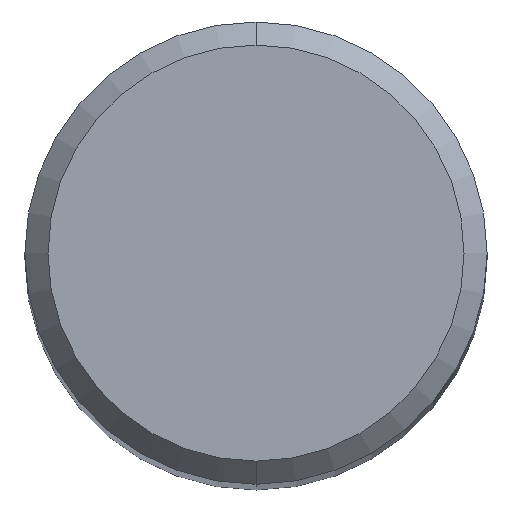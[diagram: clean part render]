
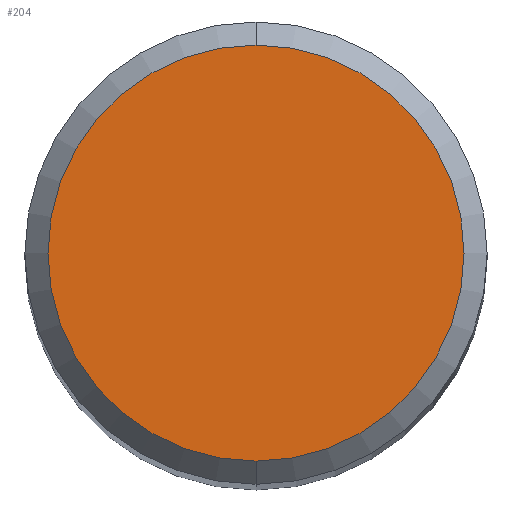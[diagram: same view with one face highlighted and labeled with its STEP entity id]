
A CAD part, top view. The second image highlights one B-rep face of the part: STEP entity #204.
In plain terms, the highlighted planar face has unit normal (0, 0, 1).
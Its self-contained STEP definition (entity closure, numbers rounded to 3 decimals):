
#180=VERTEX_POINT('',#482);
#204=ADVANCED_FACE('',(#506),#507,.T.);
#306=EDGE_CURVE('',#362,#180,#625,.T.);
#362=VERTEX_POINT('',#685);
#392=EDGE_CURVE('',#180,#362,#716,.T.);
#482=CARTESIAN_POINT('',(0.0,3.6,0.0));
#506=FACE_OUTER_BOUND('',#864,.T.);
#507=PLANE('',#865);
#625=CIRCLE('',#1035,3.6);
#685=CARTESIAN_POINT('',(0.,-3.6,0.0));
#716=CIRCLE('',#1258,3.6);
#864=EDGE_LOOP('',(#1456,#1457));
#865=AXIS2_PLACEMENT_3D('',#1458,#1459,#1460);
#1035=AXIS2_PLACEMENT_3D('',#1631,#1632,#1633);
#1258=AXIS2_PLACEMENT_3D('',#1703,#1704,#1705);
#1456=ORIENTED_EDGE('',*,*,#392,.F.);
#1457=ORIENTED_EDGE('',*,*,#306,.F.);
#1458=CARTESIAN_POINT('',(0.0,1.8,0.0));
#1459=DIRECTION('',(-0.0,0.0,1.0));
#1460=DIRECTION('',(0.0,-1.0,0.0));
#1631=CARTESIAN_POINT('',(0.0,0.0,0.0));
#1632=DIRECTION('',(0.0,0.0,-1.0));
#1633=DIRECTION('',(0.0,1.0,0.0));
#1703=CARTESIAN_POINT('',(0.0,0.0,0.0));
#1704=DIRECTION('',(0.0,0.0,-1.0));
#1705=DIRECTION('',(0.0,1.0,0.0));
